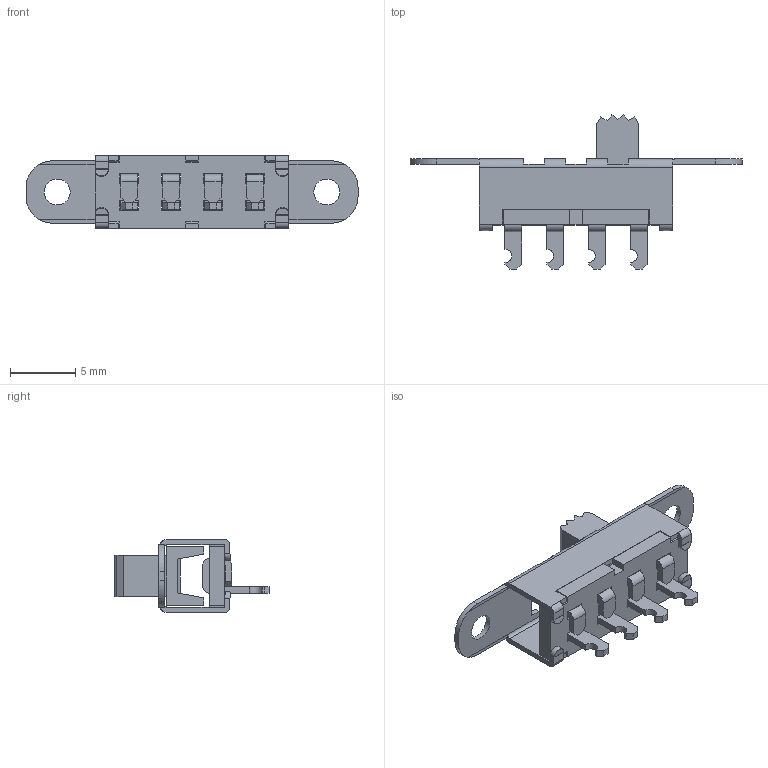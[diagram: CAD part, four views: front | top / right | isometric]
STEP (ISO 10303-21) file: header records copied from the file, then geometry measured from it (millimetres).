
FILE_DESCRIPTION(/* description */ (''),/* implementation_level */ '2;1');
FILE_NAME(/* name */ 'GS-118-0000 Model.stp',/* time_stamp */ '2023-11-03T14:17:35-04:00',/* author */ ('dwiltbank'),/* organization */ (''),/* preprocessor_version */ 'ST-DEVELOPER v19.2',/* originating_system */ 'Autodesk Inventor 2024',/* authorisation */ '');
FILE_SCHEMA (('AUTOMOTIVE_DESIGN { 1 0 10303 214 3 1 1 }'));
Length unit declared in the file: inch
Products named in the file (1): GS-118-0000_Simplify_1
Bounding box: 25.4 x 11.8 x 5.59 mm (x, y, z)
Volume: 266.9 mm3; surface area: 1008.6 mm2
Topology: 2 solids, 2 shells, 327 faces, 968 edges, 627 vertices
Faces by surface type: plane 265, cylinder 58, bspline 4
Full cylindrical faces by diameter (mm): 1.524 x2, 1.981 x2
Entity records: 11344 total; most frequent: CARTESIAN_POINT 2055, ORIENTED_EDGE 1928, DIRECTION 1767, EDGE_CURVE 964, LINE 793, VECTOR 793, VERTEX_POINT 627, AXIS2_PLACEMENT_3D 487
